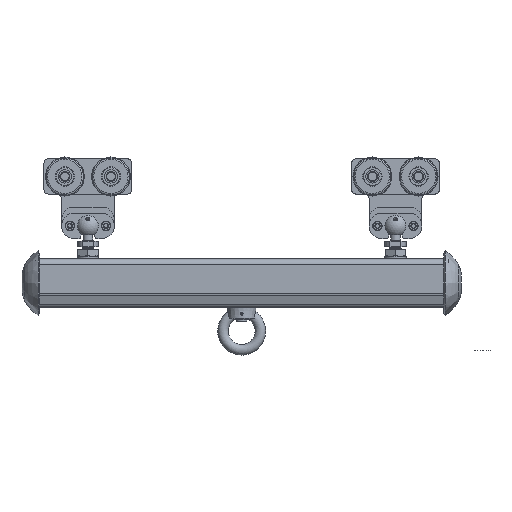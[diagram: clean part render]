
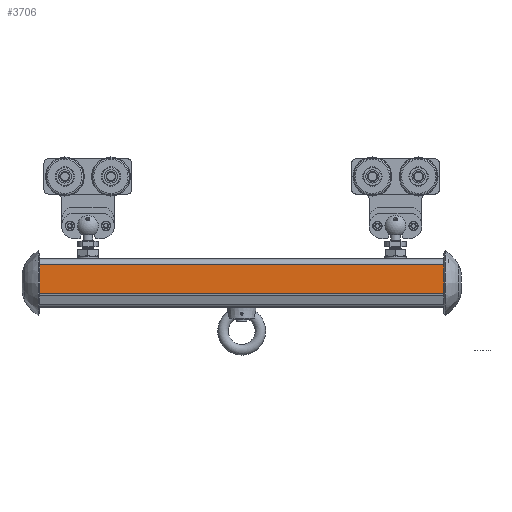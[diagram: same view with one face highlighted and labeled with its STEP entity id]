
A CAD part, front view. The second image highlights one B-rep face of the part: STEP entity #3706.
In plain terms, the highlighted face is planar.
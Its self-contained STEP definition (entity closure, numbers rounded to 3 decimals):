
#3706=ADVANCED_FACE('',(#6934),#6935,.T.);
#6934=FACE_OUTER_BOUND('',#12473,.T.);
#6935=PLANE('',#12474);
#12473=EDGE_LOOP('',(#19582,#19583,#19584,#19585));
#12474=AXIS2_PLACEMENT_3D('',#19586,#19587,#19588);
#19582=ORIENTED_EDGE('',*,*,#25439,.T.);
#19583=ORIENTED_EDGE('',*,*,#25440,.T.);
#19584=ORIENTED_EDGE('',*,*,#25441,.T.);
#19585=ORIENTED_EDGE('',*,*,#24223,.T.);
#19586=CARTESIAN_POINT('',(-1054.195,937.734,206.021));
#19587=DIRECTION('',(0.,1.,0.));
#19588=DIRECTION('',(1.,0.,0.));
#24223=EDGE_CURVE('',#27591,#27589,#27592,.T.);
#25439=EDGE_CURVE('',#27589,#29463,#29464,.T.);
#25440=EDGE_CURVE('',#29463,#29465,#29466,.T.);
#25441=EDGE_CURVE('',#29465,#27591,#29467,.T.);
#27589=VERTEX_POINT('',#32904);
#27591=VERTEX_POINT('',#32906);
#27592=LINE('',#32907,#32908);
#29463=VERTEX_POINT('',#36784);
#29464=LINE('',#36785,#36786);
#29465=VERTEX_POINT('',#36787);
#29466=LINE('',#36788,#36789);
#29467=LINE('',#36790,#36791);
#32904=CARTESIAN_POINT('',(-1054.195,937.734,140.609));
#32906=CARTESIAN_POINT('',(-114.195,937.734,140.609));
#32907=CARTESIAN_POINT('',(-1054.195,937.734,140.609));
#32908=VECTOR('',#40272,1.);
#36784=CARTESIAN_POINT('',(-1054.195,937.734,206.021));
#36785=CARTESIAN_POINT('',(-1054.195,937.734,206.021));
#36786=VECTOR('',#41707,1.);
#36787=CARTESIAN_POINT('',(-114.195,937.734,206.021));
#36788=CARTESIAN_POINT('',(-1054.195,937.734,206.021));
#36789=VECTOR('',#41708,1.);
#36790=CARTESIAN_POINT('',(-114.195,937.734,206.021));
#36791=VECTOR('',#41709,1.);
#40272=DIRECTION('',(-1.,0.,0.));
#41707=DIRECTION('',(0.,0.,1.));
#41708=DIRECTION('',(1.,0.,0.));
#41709=DIRECTION('',(0.,0.,-1.));
